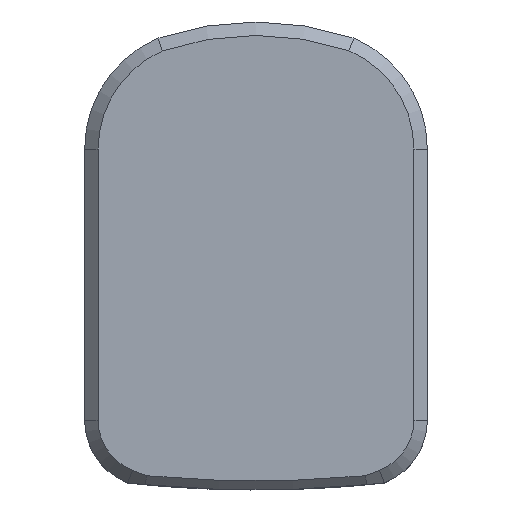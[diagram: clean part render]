
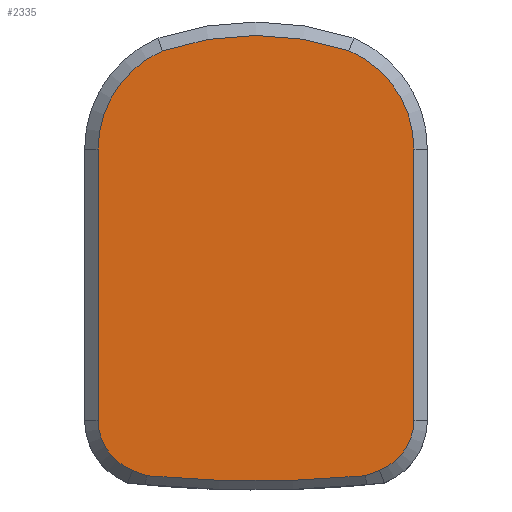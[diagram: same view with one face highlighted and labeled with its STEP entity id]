
A CAD part, top view. The second image highlights one B-rep face of the part: STEP entity #2335.
In plain terms, the highlighted planar face has unit normal (0, 0, 1).
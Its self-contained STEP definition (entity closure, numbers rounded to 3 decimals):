
#1846 = VERTEX_POINT('',#1847);
#1847 = CARTESIAN_POINT('',(27.558,5.3,33.));
#1852 = EDGE_CURVE('',#1846,#1853,#1855,.T.);
#1853 = VERTEX_POINT('',#1854);
#1854 = CARTESIAN_POINT('',(35.25,16.5,33.));
#1855 = CIRCLE('',#1856,12.);
#1856 = AXIS2_PLACEMENT_3D('',#1857,#1858,#1859);
#1857 = CARTESIAN_POINT('',(23.25,16.5,33.));
#1858 = DIRECTION('',(-0.,0.,1.));
#1859 = DIRECTION('',(0.359,-0.933,0.));
#1877 = VERTEX_POINT('',#1878);
#1878 = CARTESIAN_POINT('',(-24.364,4.071,33.));
#1886 = EDGE_CURVE('',#1877,#1887,#1889,.T.);
#1887 = VERTEX_POINT('',#1888);
#1888 = CARTESIAN_POINT('',(24.364,4.071,33.));
#1889 = CIRCLE('',#1890,258.);
#1890 = AXIS2_PLACEMENT_3D('',#1891,#1892,#1893);
#1891 = CARTESIAN_POINT('',(0.,260.918,33.));
#1892 = DIRECTION('',(0.,0.,1.));
#1893 = DIRECTION('',(-0.068,-0.998,0.));
#1912 = EDGE_CURVE('',#1913,#1877,#1915,.T.);
#1913 = VERTEX_POINT('',#1914);
#1914 = CARTESIAN_POINT('',(-27.558,5.3,33.));
#1915 = B_SPLINE_CURVE_WITH_KNOTS('',1,(#1916,#1917),.UNSPECIFIED.,.F.,
  .F.,(2,2),(264.505,275.022),.PIECEWISE_BEZIER_KNOTS.);
#1916 = CARTESIAN_POINT('',(-27.558,5.3,33.));
#1917 = CARTESIAN_POINT('',(-17.743,1.524,33.));
#1946 = EDGE_CURVE('',#1887,#1846,#1947,.T.);
#1947 = B_SPLINE_CURVE_WITH_KNOTS('',1,(#1948,#1949),.UNSPECIFIED.,.F.,
  .F.,(2,2),(-10.517,0.),.PIECEWISE_BEZIER_KNOTS.);
#1948 = CARTESIAN_POINT('',(17.743,1.524,33.));
#1949 = CARTESIAN_POINT('',(27.558,5.3,33.));
#2062 = VERTEX_POINT('',#2063);
#2063 = CARTESIAN_POINT('',(-35.25,16.5,33.));
#2069 = EDGE_CURVE('',#2062,#1913,#2070,.T.);
#2070 = CIRCLE('',#2071,12.);
#2071 = AXIS2_PLACEMENT_3D('',#2072,#2073,#2074);
#2072 = CARTESIAN_POINT('',(-23.25,16.5,33.));
#2073 = DIRECTION('',(0.,0.,1.));
#2074 = DIRECTION('',(-1.,0.,0.));
#2085 = VERTEX_POINT('',#2086);
#2086 = CARTESIAN_POINT('',(-35.25,77.,33.));
#2092 = EDGE_CURVE('',#2085,#2062,#2093,.T.);
#2093 = LINE('',#2094,#2095);
#2094 = CARTESIAN_POINT('',(-35.25,77.,33.));
#2095 = VECTOR('',#2096,1.);
#2096 = DIRECTION('',(0.,-1.,0.));
#2109 = VERTEX_POINT('',#2110);
#2110 = CARTESIAN_POINT('',(-20.91,98.898,33.));
#2116 = EDGE_CURVE('',#2109,#2085,#2117,.T.);
#2117 = CIRCLE('',#2118,23.875);
#2118 = AXIS2_PLACEMENT_3D('',#2119,#2120,#2121);
#2119 = CARTESIAN_POINT('',(-11.375,77.,33.));
#2120 = DIRECTION('',(0.,0.,1.));
#2121 = DIRECTION('',(-0.391,0.921,0.));
#2134 = VERTEX_POINT('',#2135);
#2135 = CARTESIAN_POINT('',(20.703,98.977,33.));
#2141 = EDGE_CURVE('',#2134,#2109,#2142,.T.);
#2142 = CIRCLE('',#2143,65.);
#2143 = AXIS2_PLACEMENT_3D('',#2144,#2145,#2146);
#2144 = CARTESIAN_POINT('',(0.,37.354,33.));
#2145 = DIRECTION('',(0.,-0.,1.));
#2146 = DIRECTION('',(0.322,0.947,0.));
#2159 = VERTEX_POINT('',#2160);
#2160 = CARTESIAN_POINT('',(35.25,77.,33.));
#2166 = EDGE_CURVE('',#2159,#2134,#2167,.T.);
#2167 = CIRCLE('',#2168,23.875);
#2168 = AXIS2_PLACEMENT_3D('',#2169,#2170,#2171);
#2169 = CARTESIAN_POINT('',(11.375,77.,33.));
#2170 = DIRECTION('',(0.,0.,1.));
#2171 = DIRECTION('',(1.,0.,0.));
#2184 = EDGE_CURVE('',#1853,#2159,#2185,.T.);
#2185 = LINE('',#2186,#2187);
#2186 = CARTESIAN_POINT('',(35.25,16.5,33.));
#2187 = VECTOR('',#2188,1.);
#2188 = DIRECTION('',(0.,1.,0.));
#2335 = ADVANCED_FACE('',(#2336),#2348,.T.);
#2336 = FACE_BOUND('',#2337,.T.);
#2337 = EDGE_LOOP('',(#2338,#2339,#2340,#2341,#2342,#2343,#2344,#2345,
    #2346,#2347));
#2338 = ORIENTED_EDGE('',*,*,#1912,.T.);
#2339 = ORIENTED_EDGE('',*,*,#1886,.T.);
#2340 = ORIENTED_EDGE('',*,*,#1946,.T.);
#2341 = ORIENTED_EDGE('',*,*,#1852,.T.);
#2342 = ORIENTED_EDGE('',*,*,#2184,.T.);
#2343 = ORIENTED_EDGE('',*,*,#2166,.T.);
#2344 = ORIENTED_EDGE('',*,*,#2141,.T.);
#2345 = ORIENTED_EDGE('',*,*,#2116,.T.);
#2346 = ORIENTED_EDGE('',*,*,#2092,.T.);
#2347 = ORIENTED_EDGE('',*,*,#2069,.T.);
#2348 = PLANE('',#2349);
#2349 = AXIS2_PLACEMENT_3D('',#2350,#2351,#2352);
#2350 = CARTESIAN_POINT('',(0.,50.898,33.));
#2351 = DIRECTION('',(0.,0.,1.));
#2352 = DIRECTION('',(1.,0.,0.));
